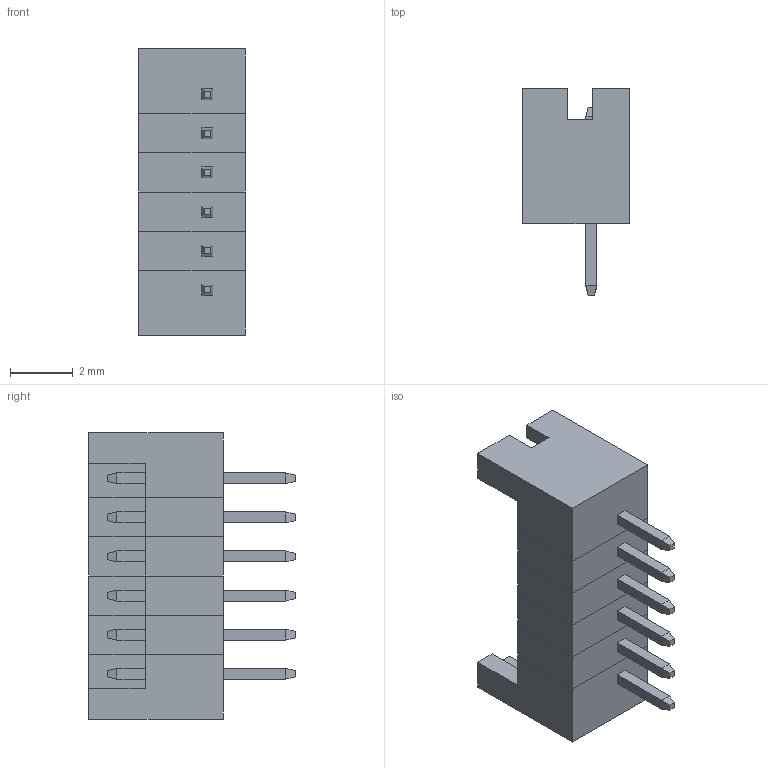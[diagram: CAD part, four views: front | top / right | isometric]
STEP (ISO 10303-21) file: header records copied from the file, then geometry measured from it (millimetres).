
FILE_DESCRIPTION (( 'STEP AP214' ), '1' );
FILE_NAME ('DF13-6P-1.25DSA.STEP', '2018-09-29T13:36:00', ( '' ), ( '' ), 'SwSTEP 2.0', 'SolidWorks 2018', '' );
FILE_SCHEMA (( 'AUTOMOTIVE_DESIGN' ));
Length unit declared in the file: millimetre
Products named in the file (1): DF13-6P-1.25DSA
Bounding box: 3.4 x 6.6 x 9.15 mm (x, y, z)
Volume: 70.4 mm3; surface area: 309.9 mm2
Topology: 6 solids, 6 shells, 180 faces, 420 edges, 264 vertices
Faces by surface type: plane 180
Entity records: 6227 total; most frequent: CARTESIAN_POINT 865, ORIENTED_EDGE 840, DIRECTION 782, VECTOR 420, LINE 420, EDGE_CURVE 420, VERTEX_POINT 264, EDGE_LOOP 192
